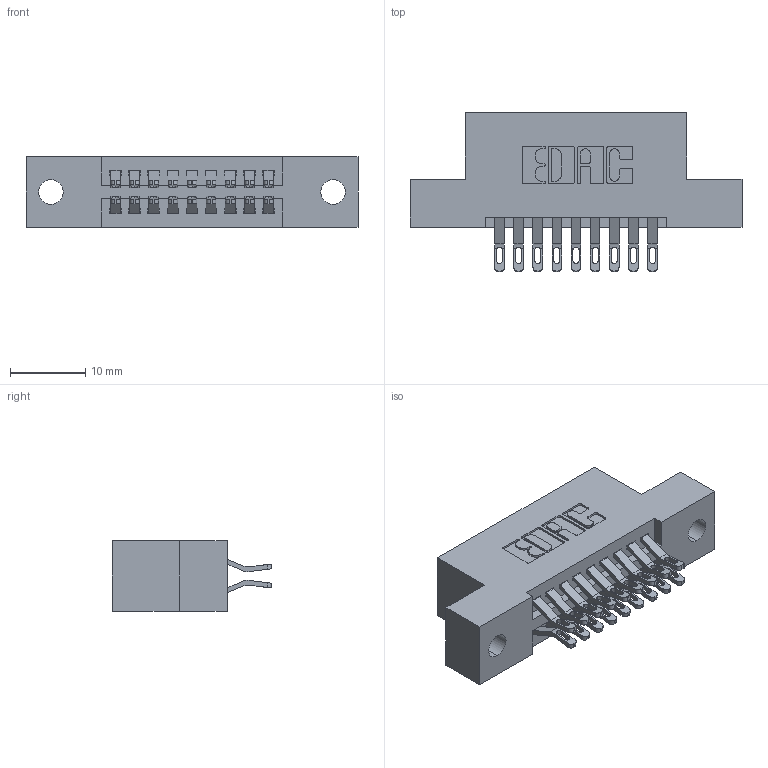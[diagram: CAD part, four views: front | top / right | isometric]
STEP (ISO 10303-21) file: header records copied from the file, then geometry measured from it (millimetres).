
FILE_DESCRIPTION (( 'STEP AP203' ), '1' );
FILE_NAME ('395-018-555-202.STEP', '2018-11-07T03:15:22', ( '' ), ( '' ), 'SwSTEP 2.0', 'SolidWorks 2016', '' );
FILE_SCHEMA (( 'CONFIG_CONTROL_DESIGN' ));
Length unit declared in the file: inch
Products named in the file (3): 395-018-555-202; 345 Part_Flush Mounting Lugs - 0.128 Dia; 345-292-001_555 Tail
Assembly tree (19 placements, depth 2):
  395-018-555-202
    345 Part_Flush Mounting Lugs - 0.128 Dia
    345-292-001_555 Tail  x18
Bounding box: 44.07 x 21.13 x 9.4 mm (x, y, z)
Volume: 3990.1 mm3; surface area: 5167.8 mm2
Topology: 19 solids, 19 shells, 1134 faces, 3527 edges, 2350 vertices
Faces by surface type: plane 638, cylinder 496
Entity records: 11833 total; most frequent: CARTESIAN_POINT 2050, ORIENTED_EDGE 1954, DIRECTION 1817, EDGE_CURVE 977, VECTOR 789, LINE 789, VERTEX_POINT 650, AXIS2_PLACEMENT_3D 514
